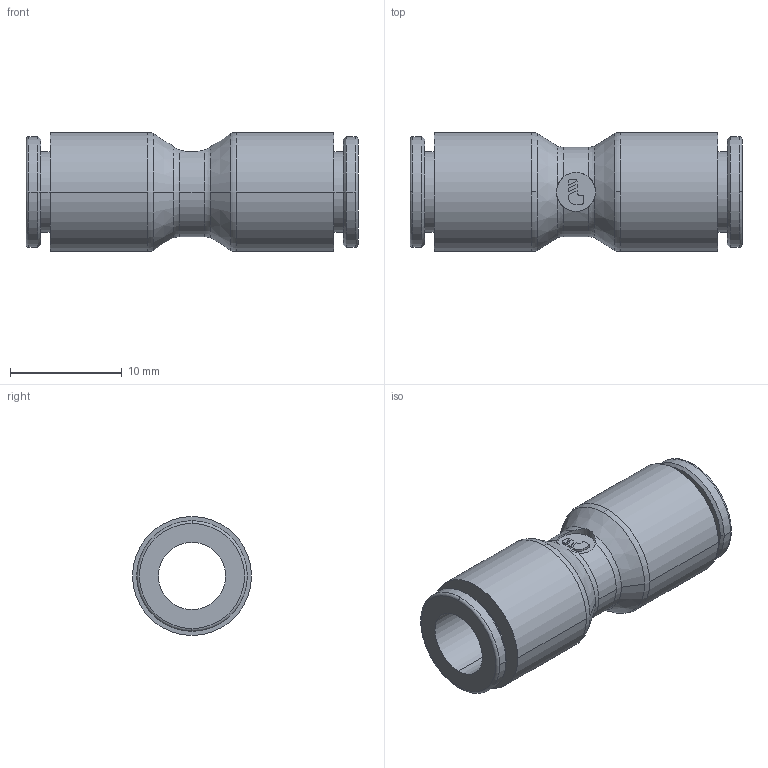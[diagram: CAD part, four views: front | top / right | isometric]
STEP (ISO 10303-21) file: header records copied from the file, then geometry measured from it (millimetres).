
FILE_DESCRIPTION(('STEP AP214'),'1');
FILE_NAME('6306_06_00WP2.stp','2016-07-07T14:17:13',('TraceParts'),('TraceParts S.A.'),'Spatial InterOp 3D',' ',' ');
FILE_SCHEMA(('automotive_design'));
Length unit declared in the file: millimetre
Products named in the file (1): 1
Bounding box: 29.71 x 10.65 x 10.65 mm (x, y, z)
Volume: 1483.2 mm3; surface area: 1764.5 mm2
Topology: 1 solids, 1 shells, 68 faces, 175 edges, 116 vertices
Faces by surface type: cylinder 25, plane 23, torus 12, cone 8
Entity records: 2207 total; most frequent: CARTESIAN_POINT 451, DIRECTION 397, ORIENTED_EDGE 350, EDGE_CURVE 175, AXIS2_PLACEMENT_3D 163, VERTEX_POINT 116, CIRCLE 94, EDGE_LOOP 77
